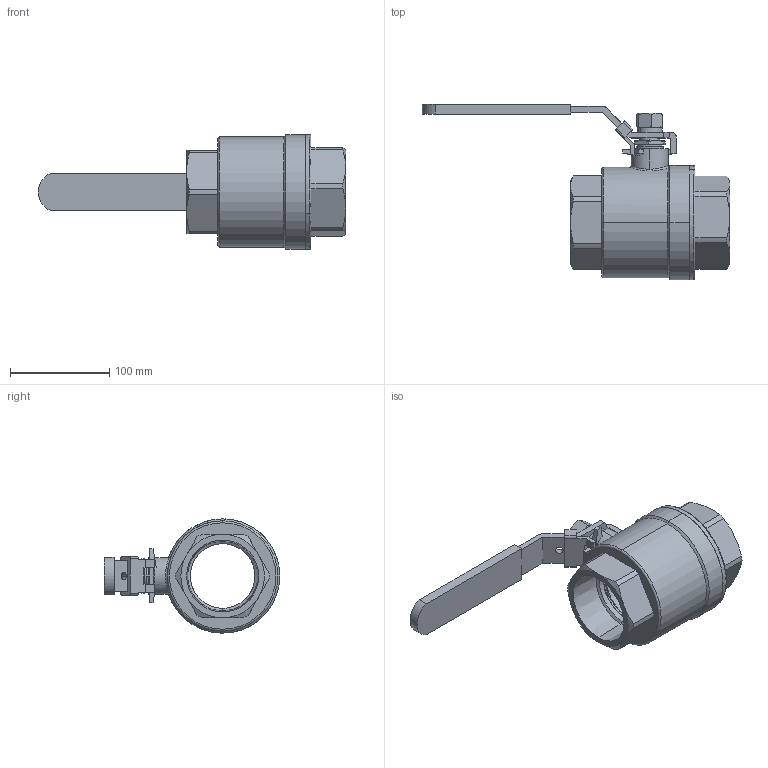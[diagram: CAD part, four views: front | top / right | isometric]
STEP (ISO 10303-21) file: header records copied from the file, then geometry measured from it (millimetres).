
FILE_DESCRIPTION((''),'2;1');
FILE_NAME('212QF278_ASM','2025-02-14T13:00:20',('Bruger'),(''),'CREO PARAMETRIC BY PTC INC, 2022414','CREO PARAMETRIC BY PTC INC, 2022414','');
FILE_SCHEMA(('CONFIG_CONTROL_DESIGN'));
Length unit declared in the file: millimetre
Products named in the file (15): QF212_21_200; HEX_NUTS__STYLE_1-GRADES_AB_GB_; SPRING_LOCK_WASHERS--NORMAL_TYP; _212000; 212M270001; 21200; 2120005; A2N2120001; _30001; _40001; 2120001_ASM; 2120002; 212QF278_ASM
Assembly tree (15 placements, depth 3):
  212QF278_ASM
    QF212_21_200
    HEX_NUTS__STYLE_1-GRADES_AB_GB_
    SPRING_LOCK_WASHERS--NORMAL_TYP
    _212000  x2
    212M270001
    21200
    2120005
    A2N2120001
    21200
    2120001_ASM
      _30001
      _40001
    21200
    2120002
Bounding box: 309 x 176.6 x 115 mm (x, y, z)
Volume: 787060.2 mm3; surface area: 238636.5 mm2
Topology: 14 solids, 14 shells, 317 faces, 748 edges, 474 vertices
Faces by surface type: plane 143, cylinder 103, cone 55, torus 10, sphere 4, bspline 2
Entity records: 10043 total; most frequent: CARTESIAN_POINT 2531, DIRECTION 1598, ORIENTED_EDGE 1448, EDGE_CURVE 724, AXIS2_PLACEMENT_3D 618, VERTEX_POINT 460, VECTOR 362, LINE 362
